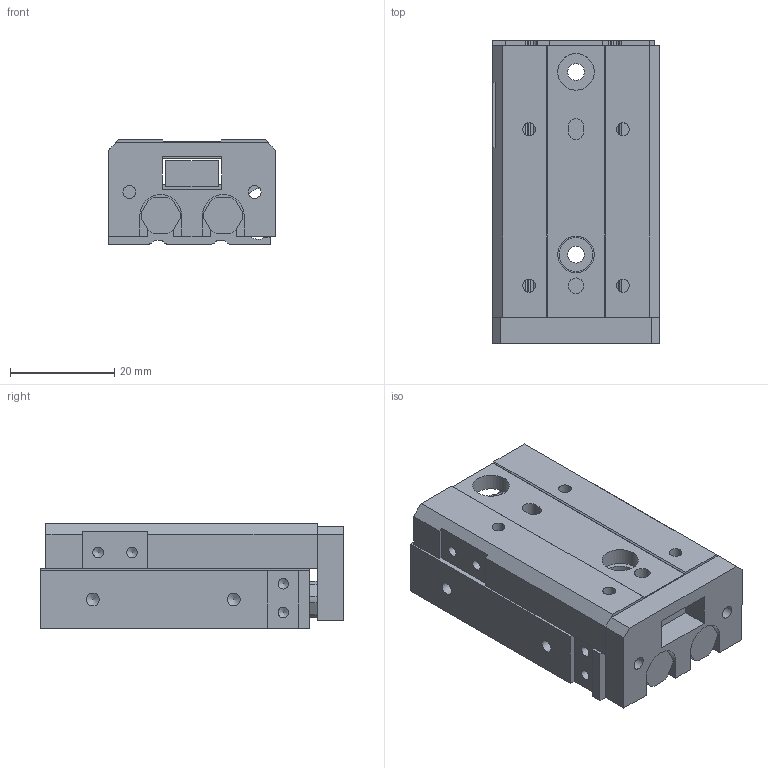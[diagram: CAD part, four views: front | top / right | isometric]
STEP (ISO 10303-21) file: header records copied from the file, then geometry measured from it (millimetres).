
FILE_DESCRIPTION(/* description */ ('Unknown'),/* implementation_level */ '2;1');
FILE_NAME(/* name */ '滑台气缸-HMXS系列-缸径6',/* time_stamp */ '2023-11-22T08:57:05+08:00',/* author */ ('Unknown'),/* organization */ ('Unknown'),/* preprocessor_version */ 'ST-DEVELOPER v16.7',/* originating_system */ 'Nex3D',/* authorisation */ 'Unknown');
FILE_SCHEMA (('AUTOMOTIVE_DESIGN {1 0 10303 214 3 1 1}'));
Length unit declared in the file: millimetre
Products named in the file (3): ｻｬﾌｨﾆﾗ-HMXSﾏｵ; 缸镐綋; 賑盬
Assembly tree (2 placements, depth 2):
  ｻｬﾌｨﾆﾗ-HMXSﾏｵ
    缸镐綋
    賑盬
Bounding box: 32 x 58 x 20 mm (x, y, z)
Volume: 26388.7 mm3; surface area: 17599.3 mm2
Topology: 6 solids, 6 shells, 244 faces, 657 edges, 439 vertices
Faces by surface type: plane 144, cylinder 90, cone 10
Full cylindrical faces by diameter (mm): 2.013 x8, 2.459 x12, 3 x1, 3.2 x2, 3.242 x4, 4.5 x2, 6 x4, 6.5 x1, 7 x2, 8 x2
Entity records: 8518 total; most frequent: DIRECTION 1248, CARTESIAN_POINT 1247, ORIENTED_EDGE 1160, EDGE_CURVE 580, AXIS2_PLACEMENT_3D 421, VERTEX_POINT 420, LINE 406, VECTOR 406
